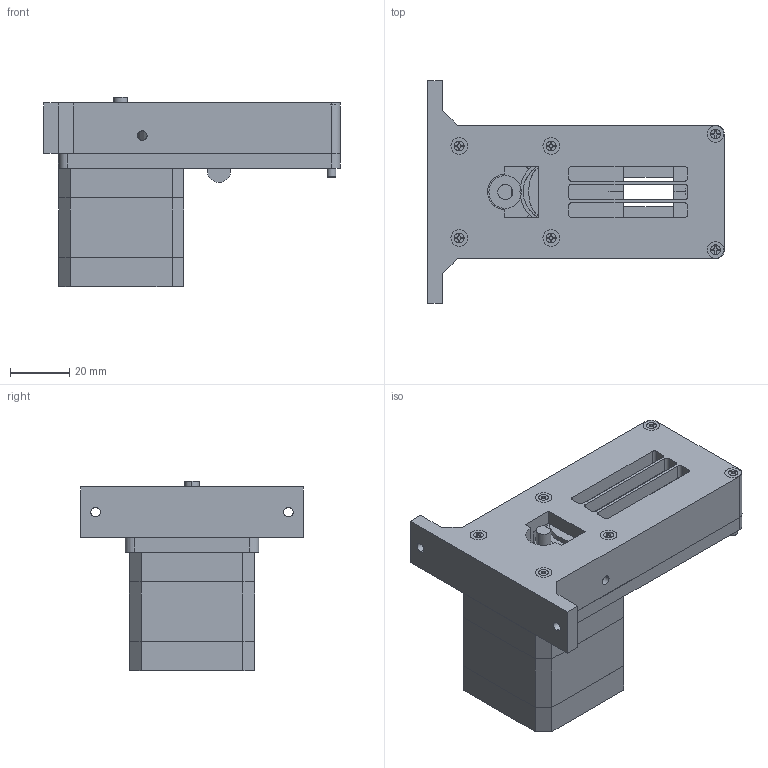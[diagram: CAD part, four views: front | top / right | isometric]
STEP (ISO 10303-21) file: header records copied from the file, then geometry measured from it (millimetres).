
FILE_DESCRIPTION(('CATIA V5 STEP Exchange'),'2;1');
FILE_NAME('extrudeur_mk7.stp','2014-03-04T21:07:02+00:00',('none'),('none'),'CATIA Version 5 Release 21 GA (IN-10)','CATIA V5 STEP AP214','none');
FILE_SCHEMA(('AUTOMOTIVE_DESIGN { 1 0 10303 214 1 1 1 1 }'));
Length unit declared in the file: millimetre
Products named in the file (9): extrudeur_mk7; haut_v8_final_1; poussoir_v1_final_1; fond_poussoir_v1_final_1; NEMA 17; molette; bas_v5_final_1; 608ZZ; vis_FZ_M3x25
Assembly tree (13 placements, depth 2):
  extrudeur_mk7
    haut_v8_final_1
    poussoir_v1_final_1
    fond_poussoir_v1_final_1
    NEMA 17
    molette
    bas_v5_final_1
    608ZZ
    vis_FZ_M3x25  x6
Bounding box: 100 x 75 x 64 mm (x, y, z)
Volume: 140616.7 mm3; surface area: 52390.2 mm2
Topology: 14 solids, 15 shells, 444 faces, 1150 edges, 757 vertices
Faces by surface type: plane 231, cylinder 183, cone 24, bspline 6
Entity records: 12601 total; most frequent: CARTESIAN_POINT 3554, ORIENTED_EDGE 1620, DIRECTION 1364, EDGE_CURVE 810, AXIS2_PLACEMENT_3D 539, VERTEX_POINT 537, VECTOR 499, LINE 499
